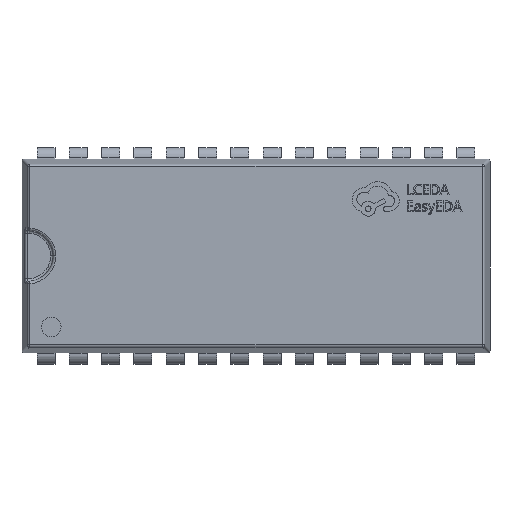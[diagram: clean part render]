
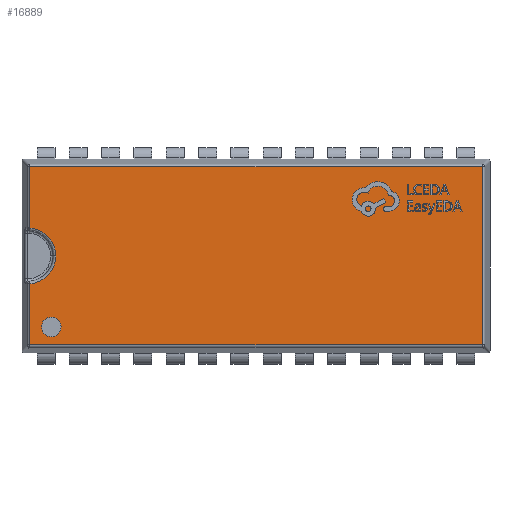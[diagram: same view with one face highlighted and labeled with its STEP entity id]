
A CAD part, top view. The second image highlights one B-rep face of the part: STEP entity #16889.
In plain terms, the highlighted planar face has unit normal (0, 0, 1).
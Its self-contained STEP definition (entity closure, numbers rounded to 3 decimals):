
#402 = EDGE_CURVE ( 'NONE', #39137, #44147, #1780, .T. ) ;
#419 = DIRECTION ( 'NONE',  ( 0., 0., -1. ) ) ;
#731 = CARTESIAN_POINT ( 'NONE',  ( -8.892, 1., 1.27 ) ) ;
#1112 = DIRECTION ( 'NONE',  ( 1., 0., 0. ) ) ;
#1780 = LINE ( 'NONE', #11800, #10574 ) ;
#2442 = EDGE_CURVE ( 'NONE', #22781, #9727, #9278, .T. ) ;
#3127 = CARTESIAN_POINT ( 'NONE',  ( -8.976, 3.502, 1.27 ) ) ;
#3730 = ORIENTED_EDGE ( 'NONE', *, *, #31914, .F. ) ;
#4265 = DIRECTION ( 'NONE',  ( 1., 0., 0. ) ) ;
#4447 = AXIS2_PLACEMENT_3D ( 'NONE', #27712, #6594, #17036 ) ;
#4556 = LINE ( 'NONE', #731, #33432 ) ;
#4881 = ORIENTED_EDGE ( 'NONE', *, *, #19911, .T. ) ;
#5040 = ORIENTED_EDGE ( 'NONE', *, *, #2442, .T. ) ;
#5855 = CARTESIAN_POINT ( 'NONE',  ( 8.892, -3.502, 1.27 ) ) ;
#6290 = VECTOR ( 'NONE', #7168, 1000. ) ;
#6594 = DIRECTION ( 'NONE',  ( 0., 0., -1. ) ) ;
#7168 = DIRECTION ( 'NONE',  ( 0., -1., 0. ) ) ;
#7404 = CARTESIAN_POINT ( 'NONE',  ( 8.892, 3.502, 1.27 ) ) ;
#7681 = ORIENTED_EDGE ( 'NONE', *, *, #18473, .T. ) ;
#8084 = CIRCLE ( 'NONE', #4447, 1.1 ) ;
#8573 = AXIS2_PLACEMENT_3D ( 'NONE', #40910, #419, #42183 ) ;
#9246 = LINE ( 'NONE', #16922, #35980 ) ;
#9278 = LINE ( 'NONE', #3127, #28610 ) ;
#9727 = VERTEX_POINT ( 'NONE', #26453 ) ;
#10333 = CARTESIAN_POINT ( 'NONE',  ( -7.662, -2.79, 1.27 ) ) ;
#10545 = EDGE_CURVE ( 'NONE', #30738, #31966, #36823, .T. ) ;
#10574 = VECTOR ( 'NONE', #1112, 1000. ) ;
#11800 = CARTESIAN_POINT ( 'NONE',  ( 8.976, -3.502, 1.27 ) ) ;
#12105 = ORIENTED_EDGE ( 'NONE', *, *, #15076, .F. ) ;
#12834 = VERTEX_POINT ( 'NONE', #10333 ) ;
#13029 = PLANE ( 'NONE',  #15758 ) ;
#13170 = AXIS2_PLACEMENT_3D ( 'NONE', #42635, #38531, #4265 ) ;
#13462 = DIRECTION ( 'NONE',  ( 0., 0., 1. ) ) ;
#13692 = FACE_BOUND ( 'NONE', #33274, .T. ) ;
#14567 = CARTESIAN_POINT ( 'NONE',  ( -8.433, -2.79, 1.27 ) ) ;
#15076 = EDGE_CURVE ( 'NONE', #28231, #12834, #38572, .T. ) ;
#15758 = AXIS2_PLACEMENT_3D ( 'NONE', #40917, #13462, #33419 ) ;
#16385 = FACE_OUTER_BOUND ( 'NONE', #27562, .T. ) ;
#16889 = ADVANCED_FACE ( 'NONE', ( #16385, #13692 ), #13029, .T. ) ;
#16922 = CARTESIAN_POINT ( 'NONE',  ( 8.892, 3.586, 1.27 ) ) ;
#17036 = DIRECTION ( 'NONE',  ( 1., 0., 0. ) ) ;
#18109 = VERTEX_POINT ( 'NONE', #33552 ) ;
#18473 = EDGE_CURVE ( 'NONE', #9727, #18109, #4556, .T. ) ;
#19824 = EDGE_CURVE ( 'NONE', #44147, #22781, #9246, .T. ) ;
#19911 = EDGE_CURVE ( 'NONE', #31966, #39137, #41672, .T. ) ;
#20037 = ORIENTED_EDGE ( 'NONE', *, *, #10545, .T. ) ;
#20839 = ORIENTED_EDGE ( 'NONE', *, *, #402, .T. ) ;
#22203 = ORIENTED_EDGE ( 'NONE', *, *, #19824, .T. ) ;
#22467 = EDGE_CURVE ( 'NONE', #18109, #30738, #8084, .T. ) ;
#22781 = VERTEX_POINT ( 'NONE', #7404 ) ;
#22960 = CARTESIAN_POINT ( 'NONE',  ( -7.876, 0., 1.27 ) ) ;
#23394 = AXIS2_PLACEMENT_3D ( 'NONE', #30026, #26854, #40267 ) ;
#25589 = CARTESIAN_POINT ( 'NONE',  ( -8.892, -1.097, 1.27 ) ) ;
#26298 = ORIENTED_EDGE ( 'NONE', *, *, #22467, .T. ) ;
#26453 = CARTESIAN_POINT ( 'NONE',  ( -8.892, 3.502, 1.27 ) ) ;
#26854 = DIRECTION ( 'NONE',  ( 0., 0., 1. ) ) ;
#27562 = EDGE_LOOP ( 'NONE', ( #20839, #22203, #5040, #7681, #26298, #20037, #4881 ) ) ;
#27712 = CARTESIAN_POINT ( 'NONE',  ( -8.976, 0., 1.27 ) ) ;
#28231 = VERTEX_POINT ( 'NONE', #14567 ) ;
#28414 = DIRECTION ( 'NONE',  ( 0., -1., 0. ) ) ;
#28610 = VECTOR ( 'NONE', #34211, 1000. ) ;
#30026 = CARTESIAN_POINT ( 'NONE',  ( -8.048, -2.79, 1.27 ) ) ;
#30738 = VERTEX_POINT ( 'NONE', #22960 ) ;
#30775 = DIRECTION ( 'NONE',  ( 0., 1., 0. ) ) ;
#31914 = EDGE_CURVE ( 'NONE', #12834, #28231, #37807, .T. ) ;
#31966 = VERTEX_POINT ( 'NONE', #25589 ) ;
#33274 = EDGE_LOOP ( 'NONE', ( #3730, #12105 ) ) ;
#33419 = DIRECTION ( 'NONE',  ( 1., 0., 0. ) ) ;
#33432 = VECTOR ( 'NONE', #28414, 1000. ) ;
#33552 = CARTESIAN_POINT ( 'NONE',  ( -8.892, 1.097, 1.27 ) ) ;
#34211 = DIRECTION ( 'NONE',  ( -1., 0., 0. ) ) ;
#34861 = CARTESIAN_POINT ( 'NONE',  ( -8.892, -3.586, 1.27 ) ) ;
#35980 = VECTOR ( 'NONE', #30775, 1000. ) ;
#36823 = CIRCLE ( 'NONE', #8573, 1.1 ) ;
#36994 = CARTESIAN_POINT ( 'NONE',  ( -8.892, -3.502, 1.27 ) ) ;
#37807 = CIRCLE ( 'NONE', #13170, 0.385 ) ;
#38531 = DIRECTION ( 'NONE',  ( 0., 0., 1. ) ) ;
#38572 = CIRCLE ( 'NONE', #23394, 0.385 ) ;
#39137 = VERTEX_POINT ( 'NONE', #36994 ) ;
#40267 = DIRECTION ( 'NONE',  ( 1., 0., 0. ) ) ;
#40910 = CARTESIAN_POINT ( 'NONE',  ( -8.976, 0., 1.27 ) ) ;
#40917 = CARTESIAN_POINT ( 'NONE',  ( 0., 0., 1.27 ) ) ;
#41672 = LINE ( 'NONE', #34861, #6290 ) ;
#42183 = DIRECTION ( 'NONE',  ( 1., 0., 0. ) ) ;
#42635 = CARTESIAN_POINT ( 'NONE',  ( -8.048, -2.79, 1.27 ) ) ;
#44147 = VERTEX_POINT ( 'NONE', #5855 ) ;
